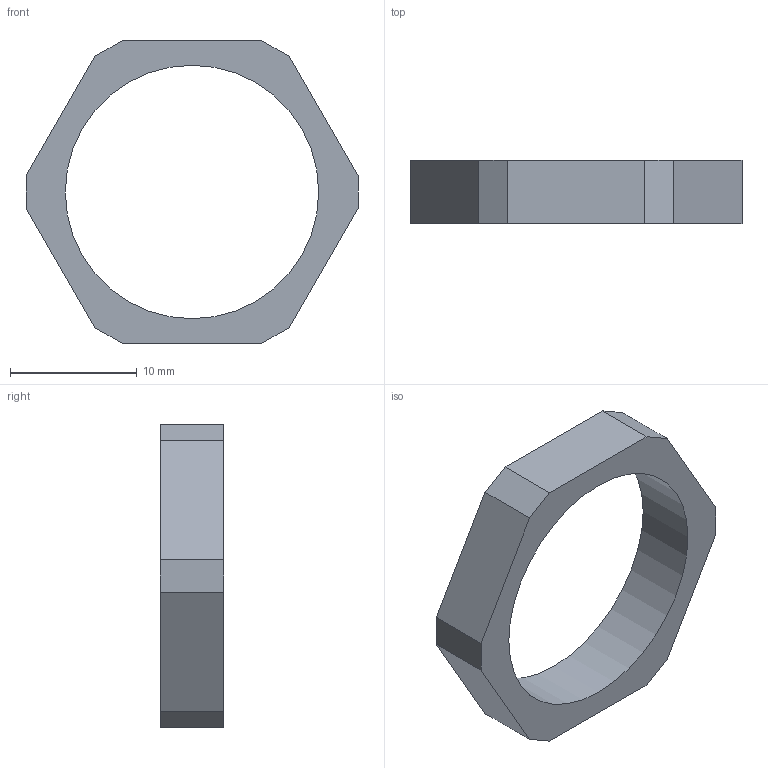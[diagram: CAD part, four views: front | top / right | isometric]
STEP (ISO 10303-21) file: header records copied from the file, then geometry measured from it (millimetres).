
FILE_DESCRIPTION(/* description */ (''),/* implementation_level */ '2;1');
FILE_NAME(/* name */ '7211_976.stp',/* time_stamp */ '2016-07-20T10:31:45-04:00',/* author */ ('CAD Station'),/* organization */ (''),/* preprocessor_version */ 'ST-DEVELOPER v16.1',/* originating_system */ 'Autodesk Inventor 2016',/* authorisation */ '');
FILE_SCHEMA (('AUTOMOTIVE_DESIGN { 1 0 10303 214 3 1 1 }'));
Length unit declared in the file: millimetre
Products named in the file (1): 7211_976
Bounding box: 26.21 x 5 x 24 mm (x, y, z)
Volume: 894.1 mm3; surface area: 1075.4 mm2
Topology: 1 solids, 1 shells, 15 faces, 39 edges, 26 vertices
Faces by surface type: plane 14, cylinder 1
Full cylindrical faces by diameter (mm): 20 x1
Entity records: 500 total; most frequent: CARTESIAN_POINT 80, ORIENTED_EDGE 76, DIRECTION 72, EDGE_CURVE 38, LINE 36, VECTOR 36, VERTEX_POINT 26, EDGE_LOOP 18
